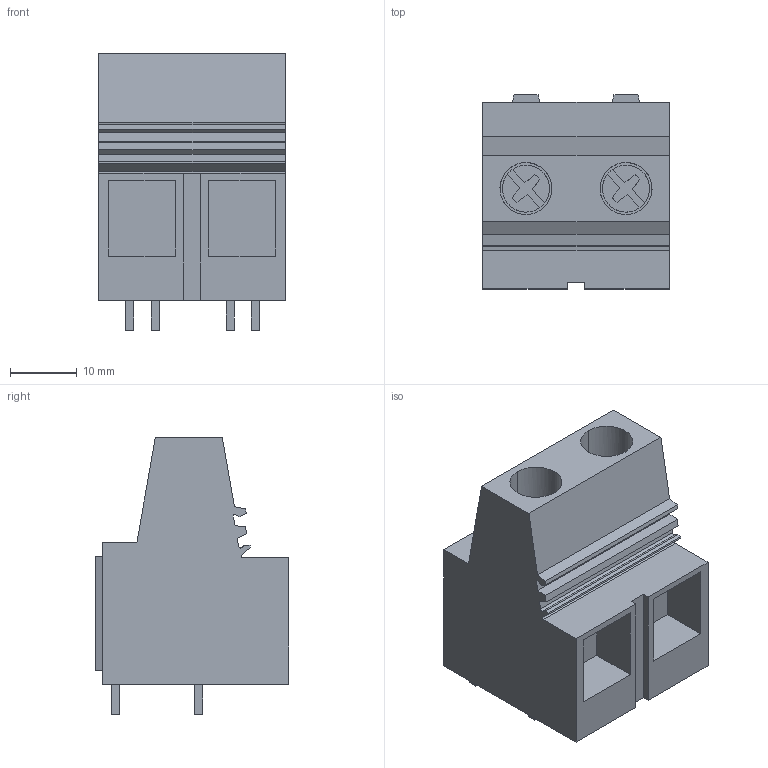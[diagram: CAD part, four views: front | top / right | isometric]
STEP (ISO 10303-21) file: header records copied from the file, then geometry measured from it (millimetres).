
FILE_DESCRIPTION(('CATIA V5 STEP Exchange','CAx-IF Rec.Pracs.--- Model Styling and Organization---1.2---2011-12-15'),'2;1');
FILE_NAME ('D1449860_0_1226470000_1226470000.stp','2018-04-13T09:37:50+00:00',('none'),('Weidmueller'),'CATIA Version 5-6 Release 2014','CATIA V5 STEP AP214','none');
FILE_SCHEMA(('AUTOMOTIVE_DESIGN { 1 0 10303 214 1 1 1 1 }'));
Length unit declared in the file: millimetre
Products named in the file (1): 1226470000
Bounding box: 28 x 29.06 x 41.45 mm (x, y, z)
Volume: 18094.7 mm3; surface area: 7886.8 mm2
Topology: 7 solids, 7 shells, 210 faces, 559 edges, 373 vertices
Faces by surface type: plane 187, cylinder 19, extrusion 4
Entity records: 6483 total; most frequent: CARTESIAN_POINT 1411, ORIENTED_EDGE 1118, DIRECTION 875, EDGE_CURVE 559, VECTOR 509, LINE 505, VERTEX_POINT 373, EDGE_LOOP 220
